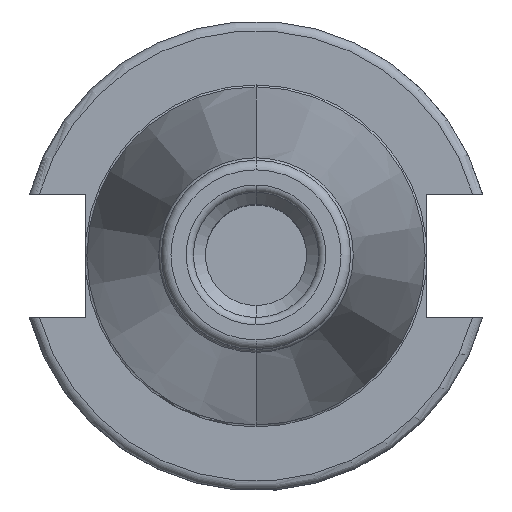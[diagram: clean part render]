
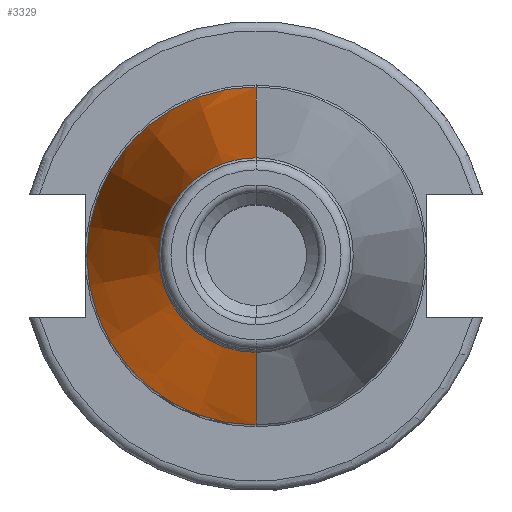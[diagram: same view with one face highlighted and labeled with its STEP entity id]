
A CAD part, top view. The second image highlights one B-rep face of the part: STEP entity #3329.
In plain terms, the highlighted conical face has half-angle 8.297 degrees and reference radius 27.65 mm.
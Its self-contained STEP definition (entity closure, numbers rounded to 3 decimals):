
#1144=DIRECTION('',(0,-0.144,0.99));
#1145=VECTOR('',#1144,103.254);
#1146=CARTESIAN_POINT('',(0,35.1,14));
#1147=LINE('',#1146,#1145);
#1148=DIRECTION('',(0,0.144,0.99));
#1149=VECTOR('',#1148,103.254);
#1150=CARTESIAN_POINT('',(0,-35.1,14));
#1151=LINE('',#1150,#1149);
#1152=CARTESIAN_POINT('',(0,0,14));
#1153=DIRECTION('',(0,0,1));
#1154=DIRECTION('',(0,1,0));
#1155=AXIS2_PLACEMENT_3D('',#1152,#1153,#1154);
#1177=CARTESIAN_POINT('',(0,0,116.173));
#1178=DIRECTION('',(0,0,1));
#1179=DIRECTION('',(0,1,0));
#1180=AXIS2_PLACEMENT_3D('',#1177,#1178,#1179);
#1760=CARTESIAN_POINT('',(0,35.1,14));
#1761=VERTEX_POINT('',#1760);
#1762=CARTESIAN_POINT('',(0,20.2,116.173));
#1763=VERTEX_POINT('',#1762);
#1800=CARTESIAN_POINT('',(0,-35.1,14));
#1801=VERTEX_POINT('',#1800);
#1802=CARTESIAN_POINT('',(0,-20.2,116.173));
#1803=VERTEX_POINT('',#1802);
#3315=CARTESIAN_POINT('',(0,0,65.087));
#3316=DIRECTION('',(0,0,-1));
#3317=DIRECTION('',(0,-1,0));
#3318=AXIS2_PLACEMENT_3D('',#3315,#3316,#3317);
#3319=CONICAL_SURFACE('',#3318,27.65,8.297);
#3321=ORIENTED_EDGE('',*,*,#3320,.T.);
#3323=ORIENTED_EDGE('',*,*,#3322,.T.);
#3325=ORIENTED_EDGE('',*,*,#3324,.F.);
#3326=ORIENTED_EDGE('',*,*,#3308,.F.);
#3327=EDGE_LOOP('',(#3321,#3323,#3325,#3326));
#3328=FACE_OUTER_BOUND('',#3327,.F.);
#3329=ADVANCED_FACE('',(#3328),#3319,.T.);
#1156=CIRCLE('',#1155,35.1);
#1181=CIRCLE('',#1180,20.2);
#3308=EDGE_CURVE('',#1761,#1801,#1156,.T.);
#3320=EDGE_CURVE('',#1761,#1763,#1147,.T.);
#3322=EDGE_CURVE('',#1763,#1803,#1181,.T.);
#3324=EDGE_CURVE('',#1801,#1803,#1151,.T.);
